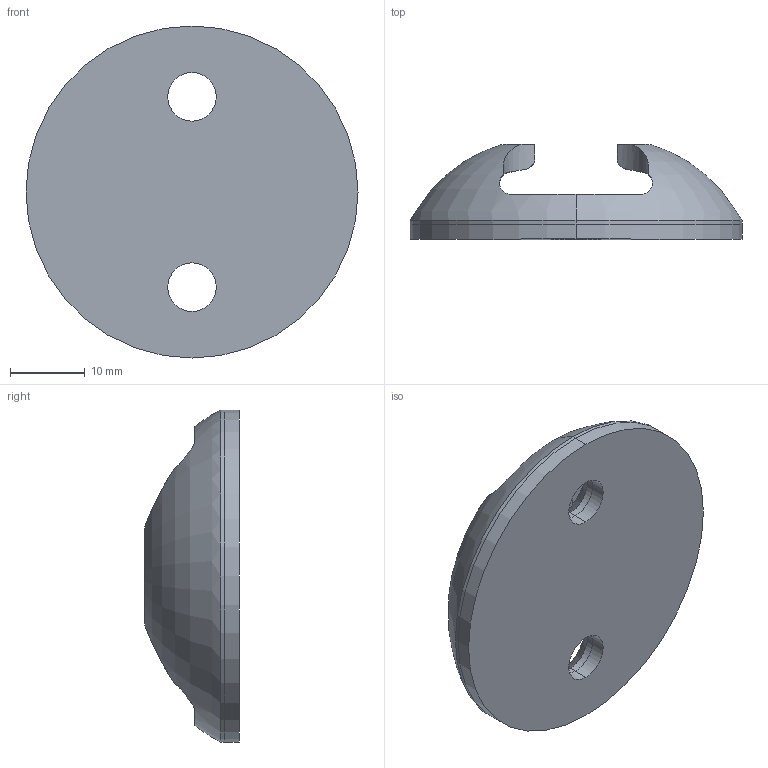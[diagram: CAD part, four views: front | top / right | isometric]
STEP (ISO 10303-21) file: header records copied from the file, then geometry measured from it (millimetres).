
FILE_DESCRIPTION (( 'STEP AP203' ), '1' );
FILE_NAME ('C-1994-M.STEP', '2015-08-05T08:00:14', ( '' ), ( '' ), 'SwSTEP 2.0', 'SolidWorks 2012', '' );
FILE_SCHEMA (( 'CONFIG_CONTROL_DESIGN' ));
Length unit declared in the file: millimetre
Products named in the file (3): C-1994-M; C-1994-M_本体; C-1994-M_ベース
Assembly tree (2 placements, depth 2):
  C-1994-M
    C-1994-M_本体
    C-1994-M_ベース
Bounding box: 44.5 x 12.7 x 44.5 mm (x, y, z)
Volume: 10270.1 mm3; surface area: 7465.9 mm2
Topology: 2 solids, 2 shells, 41 faces, 109 edges, 72 vertices
Faces by surface type: cylinder 21, plane 14, cone 4, torus 2
Entity records: 1764 total; most frequent: CARTESIAN_POINT 447, ORIENTED_EDGE 218, DIRECTION 211, EDGE_CURVE 109, AXIS2_PLACEMENT_3D 86, VERTEX_POINT 72, EDGE_LOOP 49, FACE_OUTER_BOUND 41
